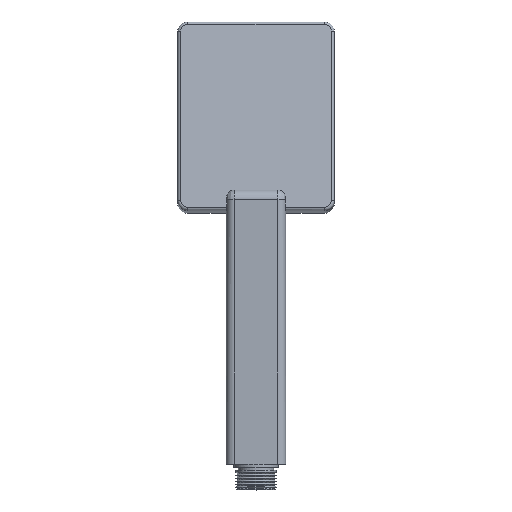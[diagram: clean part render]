
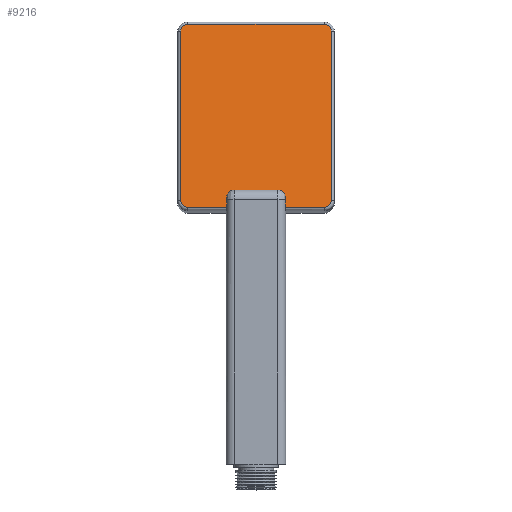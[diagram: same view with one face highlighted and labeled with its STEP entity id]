
A CAD part, top view. The second image highlights one B-rep face of the part: STEP entity #9216.
In plain terms, the highlighted planar face has unit normal (0, 0.181, 0.983).
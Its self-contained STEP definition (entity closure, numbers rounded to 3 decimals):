
#1877=DIRECTION('',(-1.,0.,0.));
#1878=VECTOR('',#1877,20.065);
#1879=CARTESIAN_POINT('',(35.,131.291,6.692));
#1880=LINE('',#1879,#1878);
#1881=DIRECTION('',(-1.,0.,0.));
#1882=VECTOR('',#1881,22.3);
#1883=CARTESIAN_POINT('',(11.15,140.,5.084));
#1884=LINE('',#1883,#1882);
#1885=DIRECTION('',(-1.,0.,0.));
#1886=VECTOR('',#1885,20.065);
#1887=CARTESIAN_POINT('',(-14.935,131.291,6.692));
#1888=LINE('',#1887,#1886);
#1889=CARTESIAN_POINT('',(-35.,134.732,6.057));
#1890=DIRECTION('',(0.,-0.182,-0.983));
#1891=DIRECTION('',(0.,-0.983,0.182));
#1892=AXIS2_PLACEMENT_3D('',#1889,#1890,#1891);
#1894=DIRECTION('',(0.,0.983,-0.182));
#1895=VECTOR('',#1894,88.);
#1896=CARTESIAN_POINT('',(-38.5,134.732,6.057));
#1897=LINE('',#1896,#1895);
#1898=CARTESIAN_POINT('',(-35.,221.27,-9.919));
#1899=DIRECTION('',(0.,-0.182,-0.983));
#1900=DIRECTION('',(-1.,0.,0.));
#1901=AXIS2_PLACEMENT_3D('',#1898,#1899,#1900);
#1903=DIRECTION('',(1.,0.,0.));
#1904=VECTOR('',#1903,70.);
#1905=CARTESIAN_POINT('',(-35.,224.712,-10.555));
#1906=LINE('',#1905,#1904);
#1907=CARTESIAN_POINT('',(35.,221.27,-9.919));
#1908=DIRECTION('',(0.,-0.182,-0.983));
#1909=DIRECTION('',(0.,0.983,-0.182));
#1910=AXIS2_PLACEMENT_3D('',#1907,#1908,#1909);
#1912=DIRECTION('',(0.,-0.983,0.182));
#1913=VECTOR('',#1912,88.);
#1914=CARTESIAN_POINT('',(38.5,221.27,-9.919));
#1915=LINE('',#1914,#1913);
#1916=CARTESIAN_POINT('',(35.,134.732,6.057));
#1917=DIRECTION('',(0.,-0.182,-0.983));
#1918=DIRECTION('',(1.,0.,0.));
#1919=AXIS2_PLACEMENT_3D('',#1916,#1917,#1918);
#1921=CARTESIAN_POINT('',(15.105,135.047,5.999));
#1922=CARTESIAN_POINT('',(15.07,133.794,6.23));
#1923=CARTESIAN_POINT('',(15.014,132.542,6.461));
#1924=CARTESIAN_POINT('',(14.935,131.291,6.692));
#2024=CARTESIAN_POINT('',(-14.935,131.291,6.692));
#2025=CARTESIAN_POINT('',(-15.014,132.542,6.461));
#2026=CARTESIAN_POINT('',(-15.07,133.794,6.23));
#2027=CARTESIAN_POINT('',(-15.105,135.047,5.999));
#2209=CARTESIAN_POINT('',(-15.105,135.047,5.999));
#2210=CARTESIAN_POINT('',(-15.108,135.167,5.977));
#2211=CARTESIAN_POINT('',(-15.111,135.406,5.933));
#2212=CARTESIAN_POINT('',(-15.102,135.764,5.866));
#2213=CARTESIAN_POINT('',(-15.079,136.129,5.799));
#2214=CARTESIAN_POINT('',(-15.035,136.496,5.731));
#2215=CARTESIAN_POINT('',(-14.963,136.885,5.66));
#2216=CARTESIAN_POINT('',(-14.844,137.315,5.58));
#2217=CARTESIAN_POINT('',(-14.654,137.794,5.492));
#2218=CARTESIAN_POINT('',(-14.351,138.326,5.394));
#2219=CARTESIAN_POINT('',(-13.949,138.822,5.302));
#2220=CARTESIAN_POINT('',(-13.48,139.237,5.225));
#2221=CARTESIAN_POINT('',(-12.974,139.559,5.166));
#2222=CARTESIAN_POINT('',(-12.428,139.799,5.122));
#2223=CARTESIAN_POINT('',(-11.828,139.958,5.092));
#2224=CARTESIAN_POINT('',(-11.383,140.,5.084));
#2225=CARTESIAN_POINT('',(-11.15,140.,5.084));
#2237=CARTESIAN_POINT('',(11.15,140.,5.084));
#2238=CARTESIAN_POINT('',(11.383,140.,5.084));
#2239=CARTESIAN_POINT('',(11.841,139.959,5.092));
#2240=CARTESIAN_POINT('',(12.532,139.767,5.127));
#2241=CARTESIAN_POINT('',(13.148,139.465,5.183));
#2242=CARTESIAN_POINT('',(13.681,139.077,5.255));
#2243=CARTESIAN_POINT('',(14.123,138.625,5.338));
#2244=CARTESIAN_POINT('',(14.461,138.148,5.426));
#2245=CARTESIAN_POINT('',(14.7,137.686,5.512));
#2246=CARTESIAN_POINT('',(14.865,137.247,5.593));
#2247=CARTESIAN_POINT('',(14.974,136.836,5.669));
#2248=CARTESIAN_POINT('',(15.042,136.453,5.739));
#2249=CARTESIAN_POINT('',(15.082,136.09,5.806));
#2250=CARTESIAN_POINT('',(15.103,135.739,5.871));
#2251=CARTESIAN_POINT('',(15.111,135.393,5.935));
#2252=CARTESIAN_POINT('',(15.108,135.162,5.978));
#2253=CARTESIAN_POINT('',(15.105,135.047,5.999));
#5844=CARTESIAN_POINT('',(-11.15,140.,5.084));
#5845=VERTEX_POINT('',#5844);
#5854=CARTESIAN_POINT('',(11.15,140.,5.084));
#5855=VERTEX_POINT('',#5854);
#5880=VERTEX_POINT('',#2253);
#5881=VERTEX_POINT('',#2209);
#5882=CARTESIAN_POINT('',(35.,131.291,6.692));
#5883=CARTESIAN_POINT('',(14.935,131.291,6.692));
#5884=VERTEX_POINT('',#5882);
#5885=VERTEX_POINT('',#5883);
#5892=CARTESIAN_POINT('',(38.5,134.732,6.057));
#5893=VERTEX_POINT('',#5892);
#5896=CARTESIAN_POINT('',(38.5,221.27,-9.919));
#5897=VERTEX_POINT('',#5896);
#5900=CARTESIAN_POINT('',(35.,224.712,-10.555));
#5901=VERTEX_POINT('',#5900);
#5904=CARTESIAN_POINT('',(-35.,224.712,-10.555));
#5905=VERTEX_POINT('',#5904);
#5908=CARTESIAN_POINT('',(-38.5,221.27,-9.919));
#5909=VERTEX_POINT('',#5908);
#5912=CARTESIAN_POINT('',(-38.5,134.732,6.057));
#5913=VERTEX_POINT('',#5912);
#5916=CARTESIAN_POINT('',(-35.,131.291,6.692));
#5917=VERTEX_POINT('',#5916);
#5920=CARTESIAN_POINT('',(-14.935,131.291,6.692));
#5921=VERTEX_POINT('',#5920);
#9182=CARTESIAN_POINT('',(-40.,226.187,-10.827));
#9183=DIRECTION('',(0.,0.182,0.983));
#9184=DIRECTION('',(0.,-0.983,0.182));
#9185=AXIS2_PLACEMENT_3D('',#9182,#9183,#9184);
#9186=PLANE('',#9185);
#9187=ORIENTED_EDGE('',*,*,#9172,.T.);
#9189=ORIENTED_EDGE('',*,*,#9188,.F.);
#9191=ORIENTED_EDGE('',*,*,#9190,.F.);
#9193=ORIENTED_EDGE('',*,*,#9192,.T.);
#9195=ORIENTED_EDGE('',*,*,#9194,.F.);
#9197=ORIENTED_EDGE('',*,*,#9196,.F.);
#9199=ORIENTED_EDGE('',*,*,#9198,.T.);
#9201=ORIENTED_EDGE('',*,*,#9200,.T.);
#9203=ORIENTED_EDGE('',*,*,#9202,.T.);
#9205=ORIENTED_EDGE('',*,*,#9204,.T.);
#9207=ORIENTED_EDGE('',*,*,#9206,.T.);
#9209=ORIENTED_EDGE('',*,*,#9208,.T.);
#9211=ORIENTED_EDGE('',*,*,#9210,.T.);
#9213=ORIENTED_EDGE('',*,*,#9212,.T.);
#9214=EDGE_LOOP('',(#9187,#9189,#9191,#9193,#9195,#9197,#9199,#9201,#9203,#9205,
#9207,#9209,#9211,#9213));
#9215=FACE_OUTER_BOUND('',#9214,.F.);
#9216=ADVANCED_FACE('',(#9215),#9186,.T.);
#1893=CIRCLE('',#1892,3.5);
#1902=CIRCLE('',#1901,3.5);
#1911=CIRCLE('',#1910,3.5);
#1920=CIRCLE('',#1919,3.5);
#1925=B_SPLINE_CURVE_WITH_KNOTS('',3,(#1921,#1922,#1923,#1924),.UNSPECIFIED.,
.F.,.F.,(4,4),(0.,1.),.UNSPECIFIED.);
#2028=B_SPLINE_CURVE_WITH_KNOTS('',3,(#2024,#2025,#2026,#2027),.UNSPECIFIED.,
.F.,.F.,(4,4),(0.,1.),.UNSPECIFIED.);
#2226=B_SPLINE_CURVE_WITH_KNOTS('',3,(#2209,#2210,#2211,#2212,#2213,#2214,#2215,
#2216,#2217,#2218,#2219,#2220,#2221,#2222,#2223,#2224,#2225),.UNSPECIFIED.,.F.,
.F.,(4,1,1,1,1,1,1,1,1,1,1,1,1,1,4),(0.,0.071,0.143,
0.214,0.286,0.357,0.429,0.5,
0.571,0.643,0.714,0.786,
0.857,0.929,1.),.UNSPECIFIED.);
#2254=B_SPLINE_CURVE_WITH_KNOTS('',3,(#2237,#2238,#2239,#2240,#2241,#2242,#2243,
#2244,#2245,#2246,#2247,#2248,#2249,#2250,#2251,#2252,#2253),.UNSPECIFIED.,.F.,
.F.,(4,1,1,1,1,1,1,1,1,1,1,1,1,1,4),(0.,0.071,0.143,
0.214,0.286,0.357,0.429,0.5,
0.571,0.643,0.714,0.786,
0.857,0.929,1.),.UNSPECIFIED.);
#9172=EDGE_CURVE('',#5884,#5885,#1880,.T.);
#9188=EDGE_CURVE('',#5880,#5885,#1925,.T.);
#9190=EDGE_CURVE('',#5855,#5880,#2254,.T.);
#9192=EDGE_CURVE('',#5855,#5845,#1884,.T.);
#9194=EDGE_CURVE('',#5881,#5845,#2226,.T.);
#9196=EDGE_CURVE('',#5921,#5881,#2028,.T.);
#9198=EDGE_CURVE('',#5921,#5917,#1888,.T.);
#9200=EDGE_CURVE('',#5917,#5913,#1893,.T.);
#9202=EDGE_CURVE('',#5913,#5909,#1897,.T.);
#9204=EDGE_CURVE('',#5909,#5905,#1902,.T.);
#9206=EDGE_CURVE('',#5905,#5901,#1906,.T.);
#9208=EDGE_CURVE('',#5901,#5897,#1911,.T.);
#9210=EDGE_CURVE('',#5897,#5893,#1915,.T.);
#9212=EDGE_CURVE('',#5893,#5884,#1920,.T.);
